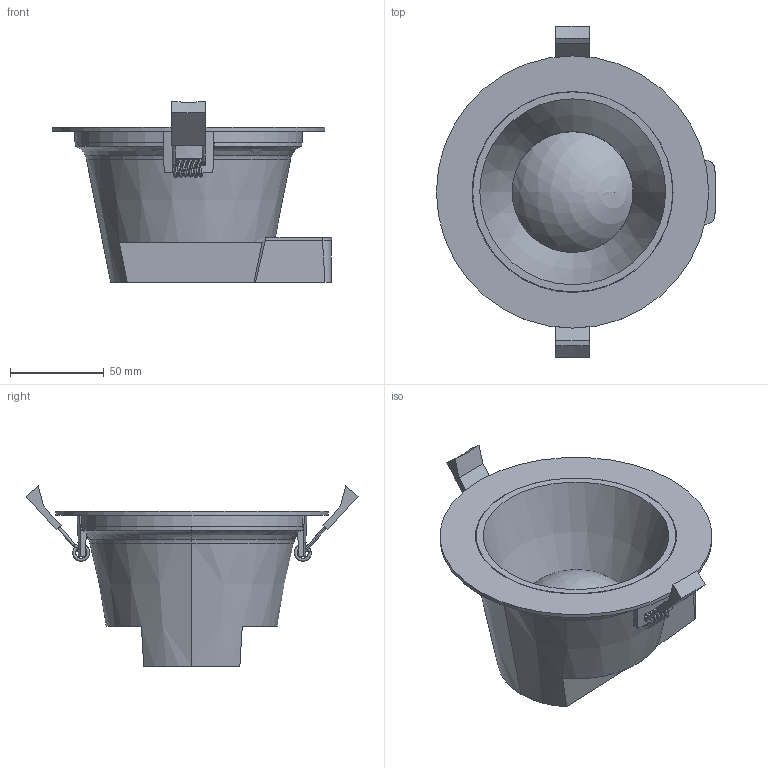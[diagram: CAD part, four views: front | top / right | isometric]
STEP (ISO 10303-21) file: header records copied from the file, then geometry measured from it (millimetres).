
FILE_DESCRIPTION (( 'STEP AP214' ), '1' );
FILE_NAME ('DL_COMFORT_DN130_13W.STEP', '2023-07-07T08:49:33', ( '' ), ( '' ), 'SwSTEP 2.0', 'SolidWorks 2022', '' );
FILE_SCHEMA (( 'AUTOMOTIVE_DESIGN' ));
Length unit declared in the file: millimetre
Products named in the file (1): DL_COMFORT_DN130_13W
Bounding box: 148.7 x 176.81 x 96.31 mm (x, y, z)
Volume: 136061 mm3; surface area: 158070.6 mm2
Topology: 8 solids, 8 shells, 191 faces, 499 edges, 333 vertices
Faces by surface type: plane 91, cylinder 38, bspline 28, cone 16, torus 16, sphere 2
Full cylindrical faces by diameter (mm): 1.6 x2, 59 x1, 62 x1, 64.4 x1, 106.568 x1, 107.023 x1, 113.423 x1, 145 x1
Entity records: 12757 total; most frequent: CARTESIAN_POINT 6273, ORIENTED_EDGE 950, DIRECTION 760, EDGE_CURVE 475, VERTEX_POINT 324, AXIS2_PLACEMENT_3D 302, EDGE_LOOP 217, FACE_OUTER_BOUND 202
